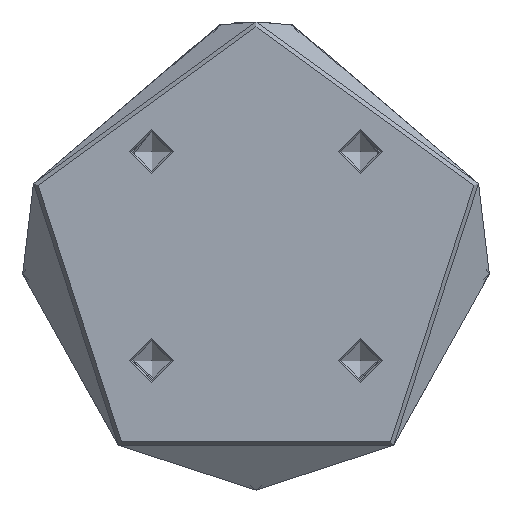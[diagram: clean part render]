
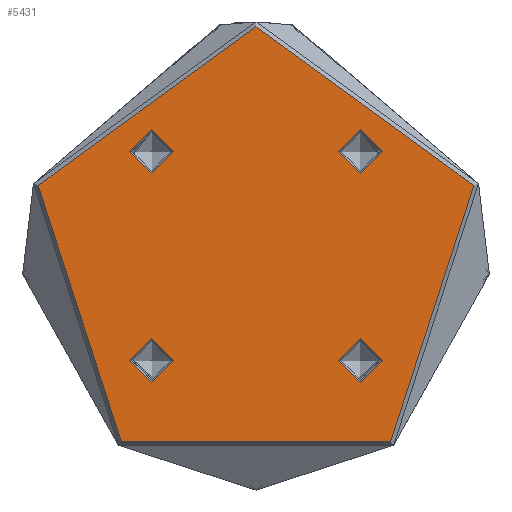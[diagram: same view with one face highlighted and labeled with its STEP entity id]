
A CAD part, front view. The second image highlights one B-rep face of the part: STEP entity #5431.
In plain terms, the highlighted face is planar.
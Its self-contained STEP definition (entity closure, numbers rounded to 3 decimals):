
#35 = VERTEX_POINT ( 'NONE', #2882 ) ;
#183 = AXIS2_PLACEMENT_3D ( 'NONE', #3172, #1647, #3682 ) ;
#226 = FACE_BOUND ( 'NONE', #2954, .T. ) ;
#251 = CARTESIAN_POINT ( 'NONE',  ( -21.213, 21.213, 0. ) ) ;
#398 = CARTESIAN_POINT ( 'NONE',  ( 25.713, 21.213, 0. ) ) ;
#711 = VERTEX_POINT ( 'NONE', #398 ) ;
#738 = DIRECTION ( 'NONE',  ( 0., 0., 1. ) ) ;
#740 = DIRECTION ( 'NONE',  ( -1., 0., 0. ) ) ;
#751 = FACE_BOUND ( 'NONE', #3094, .T. ) ;
#764 = FACE_OUTER_BOUND ( 'NONE', #3073, .T. ) ;
#772 = VERTEX_POINT ( 'NONE', #5299 ) ;
#801 = VERTEX_POINT ( 'NONE', #1314 ) ;
#832 = FACE_BOUND ( 'NONE', #4621, .T. ) ;
#854 = CIRCLE ( 'NONE', #5315, 4.5 ) ;
#1079 = FACE_BOUND ( 'NONE', #1535, .T. ) ;
#1314 = CARTESIAN_POINT ( 'NONE',  ( 46.5, 0., 0. ) ) ;
#1436 = ORIENTED_EDGE ( 'NONE', *, *, #5834, .F. ) ;
#1535 = EDGE_LOOP ( 'NONE', ( #5450 ) ) ;
#1552 = CARTESIAN_POINT ( 'NONE',  ( -21.213, -21.213, 0. ) ) ;
#1564 = EDGE_CURVE ( 'NONE', #801, #801, #4110, .T. ) ;
#1647 = DIRECTION ( 'NONE',  ( 0., 0., -1. ) ) ;
#1943 = DIRECTION ( 'NONE',  ( 0., 0., 1. ) ) ;
#1996 = EDGE_CURVE ( 'NONE', #772, #772, #5141, .T. ) ;
#2070 = DIRECTION ( 'NONE',  ( -1., 0., 0. ) ) ;
#2081 = ORIENTED_EDGE ( 'NONE', *, *, #1564, .T. ) ;
#2203 = AXIS2_PLACEMENT_3D ( 'NONE', #5461, #2515, #5921 ) ;
#2515 = DIRECTION ( 'NONE',  ( 0., 0., -1. ) ) ;
#2661 = PLANE ( 'NONE',  #183 ) ;
#2712 = AXIS2_PLACEMENT_3D ( 'NONE', #251, #3766, #740 ) ;
#2783 = ORIENTED_EDGE ( 'NONE', *, *, #4457, .T. ) ;
#2882 = CARTESIAN_POINT ( 'NONE',  ( -25.713, 21.213, 0. ) ) ;
#2903 = CARTESIAN_POINT ( 'NONE',  ( -25.713, -21.213, 0. ) ) ;
#2954 = EDGE_LOOP ( 'NONE', ( #1436 ) ) ;
#3073 = EDGE_LOOP ( 'NONE', ( #2081 ) ) ;
#3094 = EDGE_LOOP ( 'NONE', ( #2783 ) ) ;
#3172 = CARTESIAN_POINT ( 'NONE',  ( 0., 0., 0. ) ) ;
#3682 = DIRECTION ( 'NONE',  ( -1., 0., 0. ) ) ;
#3764 = CARTESIAN_POINT ( 'NONE',  ( 0., 0., 0. ) ) ;
#3766 = DIRECTION ( 'NONE',  ( 0., 0., -1. ) ) ;
#4110 = CIRCLE ( 'NONE', #4576, 46.5 ) ;
#4262 = DIRECTION ( 'NONE',  ( 1., 0., 0. ) ) ;
#4457 = EDGE_CURVE ( 'NONE', #35, #35, #5838, .T. ) ;
#4576 = AXIS2_PLACEMENT_3D ( 'NONE', #3764, #738, #4262 ) ;
#4621 = EDGE_LOOP ( 'NONE', ( #5608 ) ) ;
#4702 = VERTEX_POINT ( 'NONE', #2903 ) ;
#4916 = CARTESIAN_POINT ( 'NONE',  ( 21.213, 21.213, 0. ) ) ;
#5039 = DIRECTION ( 'NONE',  ( 0., 0., 1. ) ) ;
#5137 = CIRCLE ( 'NONE', #5764, 4.5 ) ;
#5141 = CIRCLE ( 'NONE', #2203, 4.5 ) ;
#5299 = CARTESIAN_POINT ( 'NONE',  ( 25.713, -21.213, 0. ) ) ;
#5315 = AXIS2_PLACEMENT_3D ( 'NONE', #4916, #1943, #5395 ) ;
#5395 = DIRECTION ( 'NONE',  ( 1., 0., 0. ) ) ;
#5431 = ADVANCED_FACE ( 'NONE', ( #226, #751, #832, #1079, #764 ), #2661, .F. ) ;
#5450 = ORIENTED_EDGE ( 'NONE', *, *, #6231, .F. ) ;
#5461 = CARTESIAN_POINT ( 'NONE',  ( 21.213, -21.213, 0. ) ) ;
#5608 = ORIENTED_EDGE ( 'NONE', *, *, #1996, .T. ) ;
#5764 = AXIS2_PLACEMENT_3D ( 'NONE', #1552, #5039, #2070 ) ;
#5834 = EDGE_CURVE ( 'NONE', #4702, #4702, #5137, .T. ) ;
#5838 = CIRCLE ( 'NONE', #2712, 4.5 ) ;
#5921 = DIRECTION ( 'NONE',  ( 1., 0., 0. ) ) ;
#6231 = EDGE_CURVE ( 'NONE', #711, #711, #854, .T. ) ;
